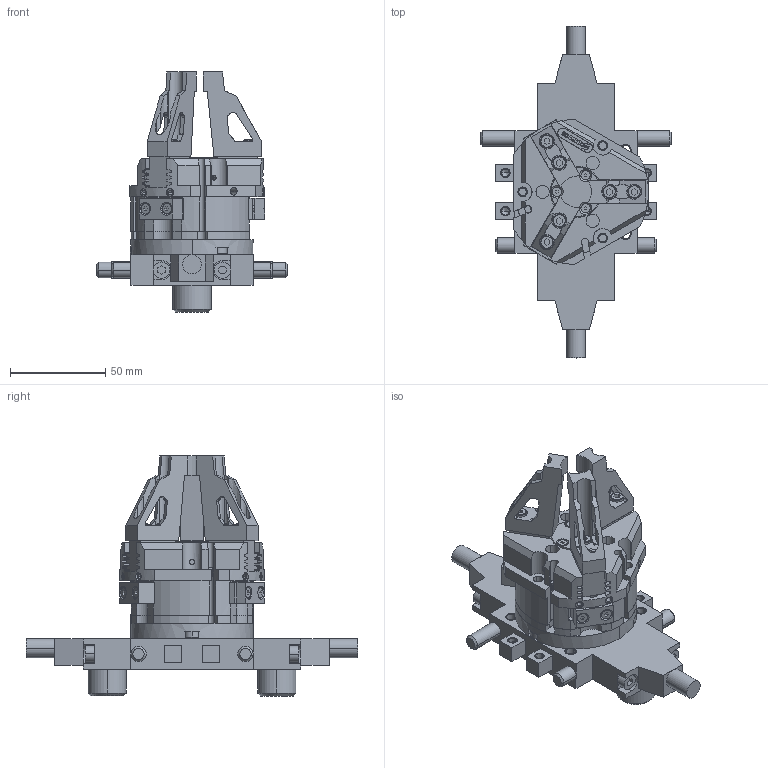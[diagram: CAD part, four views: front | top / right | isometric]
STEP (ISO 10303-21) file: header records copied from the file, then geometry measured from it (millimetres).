
FILE_DESCRIPTION((''),'2;1');
FILE_NAME('GREIFER_WELLEN_ASM_ASM','2020-12-25T',('sadikuar'),(''),'CREO PARAMETRIC BY PTC INC, 2018070','CREO PARAMETRIC BY PTC INC, 2018070','');
FILE_SCHEMA(('CONFIG_CONTROL_DESIGN'));
Products named in the file (20): IMPORTIERT2; IMPORTIERT1; SCHUNK5512140GPZN64_ASM; SCHUNK_COVER_PZN_PLUS_64; 46JYOUBVPTNUJ5KSP7LNQ16UL; SCHUNK9905500T52003; RFJ0HTZGVZW0RM4D53G3XANWA; SCHUNK5511249GPZN641; SCHUNK9949504AMMSP; SCHUNK0303310PZN6410000_ASM_ASM; GREIFER_WELLE_OPT_V2_ALTERN; ADAPTERPLATTTE_PZN64PLUS_GWA64; SCHUNK_0302517_GWA_64; M4X16_DIN4762; ZENTRIERHUELSE_6; M5X20_DIN7984; ZYLINDERSTIFT_4X16_DIN8734; M4X20_DIN7984; ZYLINDERSTIFT_6X16_DIN8734; GREIFER_WELLEN_ASM_ASM
Assembly tree (42 placements, depth 4):
  GREIFER_WELLEN_ASM_ASM
    SCHUNK0303310PZN6410000_ASM_ASM
      SCHUNK5512140GPZN64_ASM
        IMPORTIERT2
        IMPORTIERT1
      SCHUNK_COVER_PZN_PLUS_64
      46JYOUBVPTNUJ5KSP7LNQ16UL  x3
      SCHUNK9905500T52003
      RFJ0HTZGVZW0RM4D53G3XANWA
      SCHUNK5511249GPZN641  x3
      SCHUNK9949504AMMSP
    GREIFER_WELLE_OPT_V2_ALTERN  x3
    ADAPTERPLATTTE_PZN64PLUS_GWA64
    SCHUNK_0302517_GWA_64
    M4X16_DIN4762  x6
    ZENTRIERHUELSE_6  x6
    M5X20_DIN7984  x3
    ZYLINDERSTIFT_4X16_DIN8734  x2
    M4X20_DIN7984  x4
    ZYLINDERSTIFT_6X16_DIN8734  x2
Bounding box: 100 x 174 x 125.81 mm (x, y, z)
Volume: 178446.8 mm3; surface area: 115386.5 mm2
Topology: 39 solids, 84 shells, 2783 faces, 7492 edges, 4948 vertices
Faces by surface type: plane 1682, cylinder 818, cone 219, torus 52, extrusion 12
Entity records: 70452 total; most frequent: CARTESIAN_POINT 16071, ORIENTED_EDGE 11362, DIRECTION 10789, EDGE_CURVE 5744, VECTOR 4005, LINE 4001, VERTEX_POINT 3828, AXIS2_PLACEMENT_3D 3392
